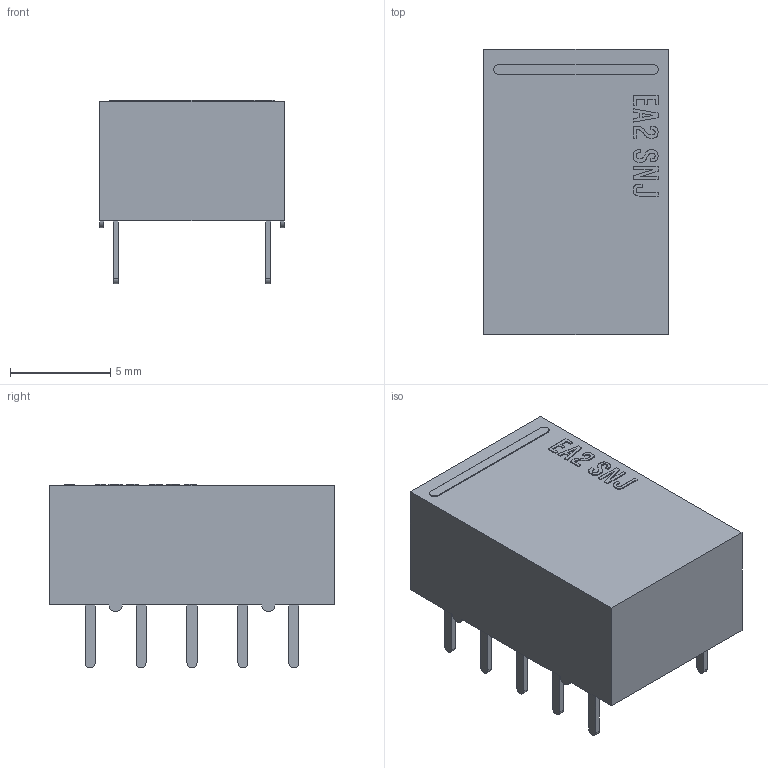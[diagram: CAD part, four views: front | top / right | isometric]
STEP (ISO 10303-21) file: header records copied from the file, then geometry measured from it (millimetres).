
FILE_DESCRIPTION(('FreeCAD Model'),'2;1');
FILE_NAME('Kemet_EA2-SNJ.step','2019-07-22T18:42:44',('Author'),(''), 'Open CASCADE STEP processor 7.3','FreeCAD','Unknown');
FILE_SCHEMA(('AUTOMOTIVE_DESIGN { 1 0 10303 214 1 1 1 1 }'));
Length unit declared in the file: millimetre
Products named in the file (1): EA2-SNJ
Bounding box: 9.2 x 14.2 x 9.15 mm (x, y, z)
Volume: 775.1 mm3; surface area: 599.2 mm2
Topology: 11 solids, 11 shells, 234 faces, 601 edges, 398 vertices
Faces by surface type: plane 145, extrusion 69, cylinder 20
Entity records: 8751 total; most frequent: CARTESIAN_POINT 1648, ORIENTED_EDGE 1202, DIRECTION 904, EDGE_CURVE 601, VECTOR 492, LINE 423, VERTEX_POINT 398, FACE_BOUND 243
